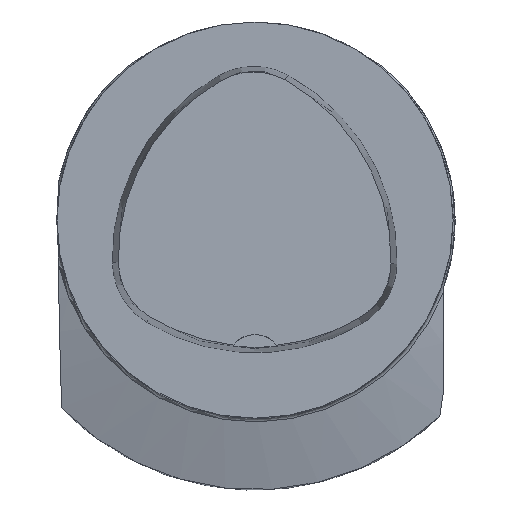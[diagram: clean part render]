
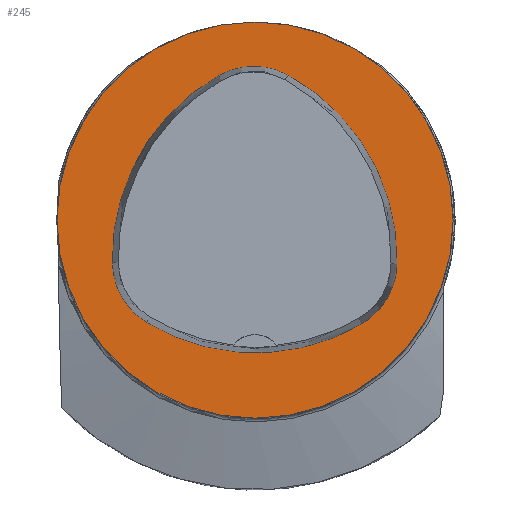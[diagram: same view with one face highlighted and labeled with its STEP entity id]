
A CAD part, top view. The second image highlights one B-rep face of the part: STEP entity #245.
In plain terms, the highlighted planar face has unit normal (0, 0, 1).
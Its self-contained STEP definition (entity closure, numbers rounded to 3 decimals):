
#124=FACE_BOUND('',#471,.T.);
#125=FACE_BOUND('',#472,.T.);
#245=ADVANCED_FACE('',(#124,#125),#307,.T.);
#307=PLANE('',#1693);
#471=EDGE_LOOP('',(#822,#823,#824,#825,#826,#827));
#472=EDGE_LOOP('',(#828));
#530=CIRCLE('',#1623,50.);
#541=CIRCLE('',#1671,53.);
#543=CIRCLE('',#1674,18.);
#545=CIRCLE('',#1677,53.);
#547=CIRCLE('',#1680,18.);
#551=CIRCLE('',#1685,53.);
#553=CIRCLE('',#1688,18.);
#822=ORIENTED_EDGE('',*,*,#1256,.T.);
#823=ORIENTED_EDGE('',*,*,#1236,.T.);
#824=ORIENTED_EDGE('',*,*,#1240,.T.);
#825=ORIENTED_EDGE('',*,*,#1243,.T.);
#826=ORIENTED_EDGE('',*,*,#1246,.T.);
#827=ORIENTED_EDGE('',*,*,#1254,.T.);
#828=ORIENTED_EDGE('',*,*,#1166,.F.);
#1018=VERTEX_POINT('',#2345);
#1070=VERTEX_POINT('',#2593);
#1071=VERTEX_POINT('',#2594);
#1074=VERTEX_POINT('',#2602);
#1076=VERTEX_POINT('',#2608);
#1078=VERTEX_POINT('',#2614);
#1085=VERTEX_POINT('',#2635);
#1166=EDGE_CURVE('',#1018,#1018,#530,.T.);
#1236=EDGE_CURVE('',#1070,#1071,#541,.T.);
#1240=EDGE_CURVE('',#1071,#1074,#543,.T.);
#1243=EDGE_CURVE('',#1074,#1076,#545,.T.);
#1246=EDGE_CURVE('',#1076,#1078,#547,.T.);
#1254=EDGE_CURVE('',#1078,#1085,#551,.T.);
#1256=EDGE_CURVE('',#1085,#1070,#553,.T.);
#1623=AXIS2_PLACEMENT_3D('',#2344,#1874,#1875);
#1671=AXIS2_PLACEMENT_3D('',#2592,#1996,#1997);
#1674=AXIS2_PLACEMENT_3D('',#2601,#2004,#2005);
#1677=AXIS2_PLACEMENT_3D('',#2607,#2011,#2012);
#1680=AXIS2_PLACEMENT_3D('',#2613,#2018,#2019);
#1685=AXIS2_PLACEMENT_3D('',#2636,#2030,#2031);
#1688=AXIS2_PLACEMENT_3D('',#2639,#2036,#2037);
#1693=AXIS2_PLACEMENT_3D('',#2644,#2046,#2047);
#1874=DIRECTION('',(0.,0.,-1.));
#1875=DIRECTION('',(-1.,0.,0.));
#1996=DIRECTION('',(0.,0.,-1.));
#1997=DIRECTION('',(-1.,0.,0.));
#2004=DIRECTION('',(0.,0.,-1.));
#2005=DIRECTION('',(-1.,0.,0.));
#2011=DIRECTION('',(0.,0.,-1.));
#2012=DIRECTION('',(-1.,0.,0.));
#2018=DIRECTION('',(0.,0.,-1.));
#2019=DIRECTION('',(-1.,0.,0.));
#2030=DIRECTION('',(0.,0.,-1.));
#2031=DIRECTION('',(-1.,0.,0.));
#2036=DIRECTION('',(0.,0.,-1.));
#2037=DIRECTION('',(-1.,0.,0.));
#2046=DIRECTION('',(0.,0.,1.));
#2047=DIRECTION('',(1.,0.,0.));
#2344=CARTESIAN_POINT('',(0.,0.,0.));
#2345=CARTESIAN_POINT('',(-50.,0.,0.));
#2592=CARTESIAN_POINT('',(16.978,-9.621,0.));
#2593=CARTESIAN_POINT('',(-36.009,-10.801,0.));
#2594=CARTESIAN_POINT('',(-9.238,36.441,0.));
#2601=CARTESIAN_POINT('',(-0.334,20.797,0.));
#2602=CARTESIAN_POINT('',(8.312,36.585,0.));
#2607=CARTESIAN_POINT('',(-17.147,-9.9,0.));
#2608=CARTESIAN_POINT('',(35.839,-11.094,0.));
#2613=CARTESIAN_POINT('',(17.844,-10.688,0.));
#2614=CARTESIAN_POINT('',(26.94,-26.221,0.));
#2635=CARTESIAN_POINT('',(-27.358,-25.784,0.));
#2636=CARTESIAN_POINT('',(0.157,19.514,0.));
#2639=CARTESIAN_POINT('',(-18.013,-10.4,0.));
#2644=CARTESIAN_POINT('',(0.,0.,0.));
